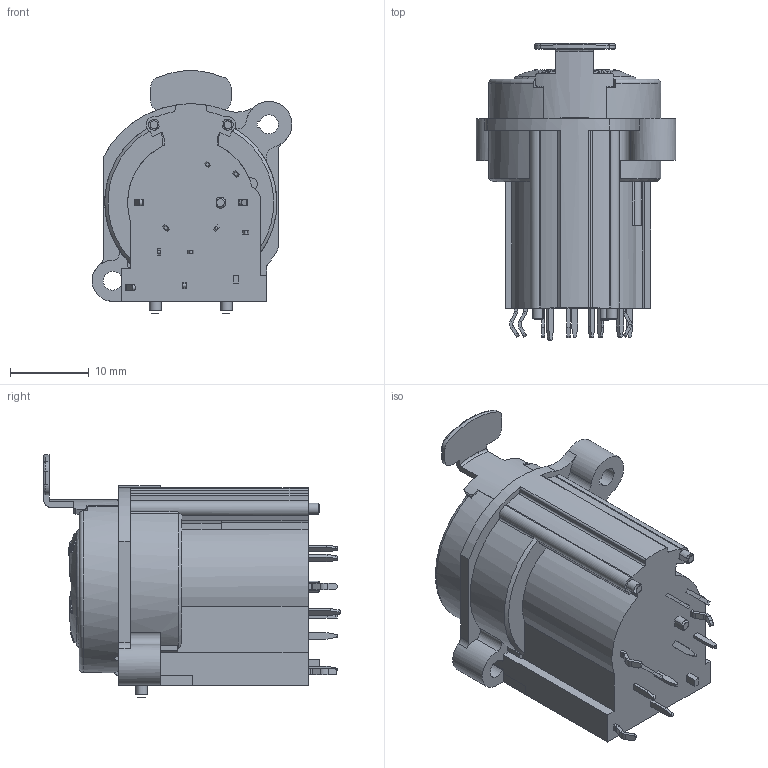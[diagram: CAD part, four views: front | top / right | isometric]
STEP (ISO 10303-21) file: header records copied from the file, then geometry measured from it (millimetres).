
FILE_DESCRIPTION(/* description */ (''),/* implementation_level */ '2;1');
FILE_NAME(/* name */ 'ACJC10AV2.stp',/* time_stamp */ '2026-04-02T13:42:56+11:00',/* author */ ('minh'),/* organization */ (''),/* preprocessor_version */ 'ST-DEVELOPER v19.2',/* originating_system */ 'Autodesk Inventor 2023',/* authorisation */ '');
FILE_SCHEMA (('AUTOMOTIVE_DESIGN { 1 0 10303 214 3 1 1 }'));
Length unit declared in the file: inch
Products named in the file (1): ACJC10AV2 simplified
Bounding box: 25.3 x 37.59 x 30.68 mm (x, y, z)
Volume: 11275.3 mm3; surface area: 4250.3 mm2
Topology: 1 solids, 5 shells, 651 faces, 1715 edges, 1116 vertices
Faces by surface type: plane 379, bspline 139, cylinder 112, torus 11, cone 10
Full cylindrical faces by diameter (mm): 1.5 x2
Entity records: 23424 total; most frequent: CARTESIAN_POINT 7625, ORIENTED_EDGE 3430, DIRECTION 2578, EDGE_CURVE 1715, VERTEX_POINT 1116, LINE 1006, VECTOR 1006, AXIS2_PLACEMENT_3D 786
